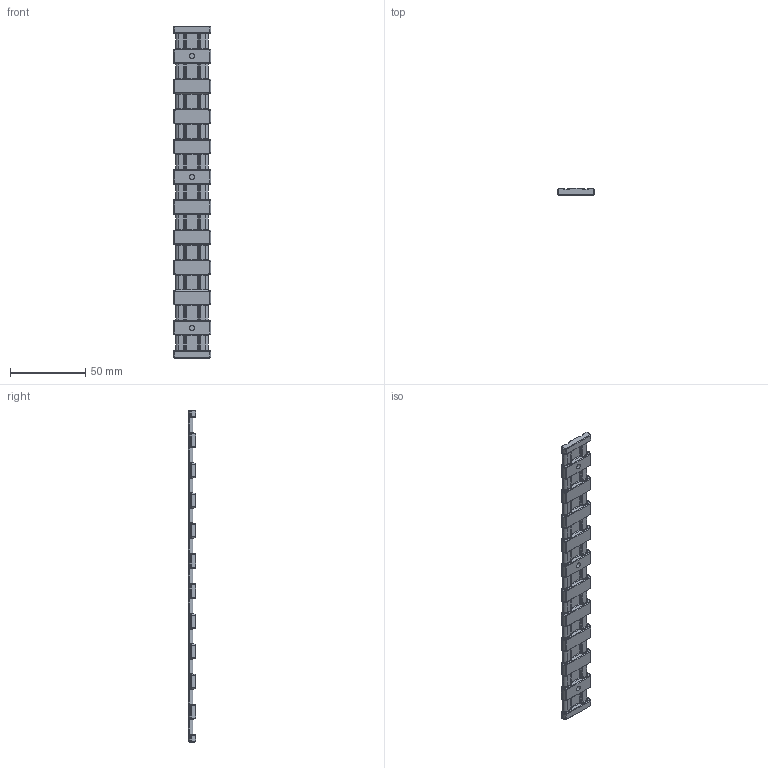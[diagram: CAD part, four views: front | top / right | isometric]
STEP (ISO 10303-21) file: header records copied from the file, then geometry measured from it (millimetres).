
FILE_DESCRIPTION(/* description */ (''),/* implementation_level */ '2;1');
FILE_NAME(/* name */ '220x25mm-Cable-Channel-frame.stp',/* time_stamp */ '2023-06-26T16:05:13+03:00',/* author */ ('v_b'),/* organization */ (''),/* preprocessor_version */ 'ST-DEVELOPER v19.2',/* originating_system */ 'Autodesk Inventor 2023',/* authorisation */ '');
FILE_SCHEMA (('AUTOMOTIVE_DESIGN { 1 0 10303 214 3 1 1 }'));
Length unit declared in the file: millimetre
Products named in the file (1): 25x220mm-Cable-Channel-frame
Bounding box: 25 x 4.7 x 220 mm (x, y, z)
Volume: 16547.6 mm3; surface area: 13121.8 mm2
Topology: 1 solids, 1 shells, 1097 faces, 2547 edges, 1458 vertices
Faces by surface type: cylinder 386, plane 280, bspline 196, torus 188, cone 47
Full cylindrical faces by diameter (mm): 3.4 x3, 7 x3
Entity records: 43101 total; most frequent: CARTESIAN_POINT 17407, DIRECTION 5325, ORIENTED_EDGE 5094, EDGE_CURVE 2547, AXIS2_PLACEMENT_3D 2060, VERTEX_POINT 1458, LINE 1205, VECTOR 1205
